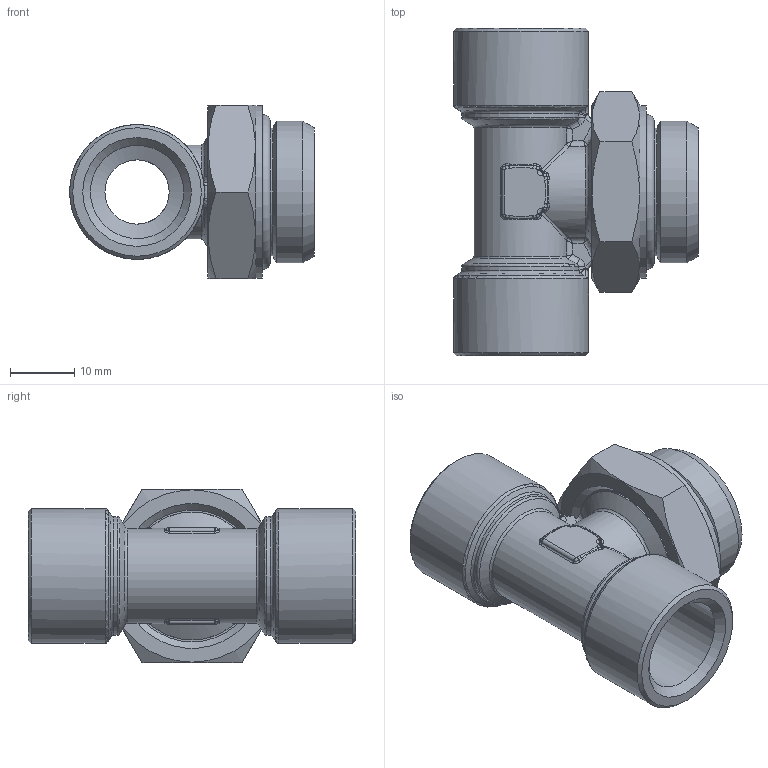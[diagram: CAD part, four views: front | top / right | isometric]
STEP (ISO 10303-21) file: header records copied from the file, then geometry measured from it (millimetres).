
FILE_DESCRIPTION(( 'RAF.24.M16X1.5.M22X1.5.stp' ), '1');
FILE_NAME( 'RAF.24.M16X1.5.M22X1.5.stp', '2021-02-19T15:58:24',( 'Sopra'),('sopra-pneumatic.com'), 'SwSTEP 2.0','SolidWorks 2009','' );
FILE_SCHEMA( ( 'CONFIG_CONTROL_DESIGN' ) );
Length unit declared in the file: millimetre
Products named in the file (1): Rivoluzione1
Bounding box: 38.1 x 51 x 27 mm (x, y, z)
Volume: 13216 mm3; surface area: 8815.7 mm2
Topology: 1 solids, 1 shells, 285 faces, 707 edges, 398 vertices
Faces by surface type: bspline 134, cylinder 62, plane 33, torus 23, cone 19, sphere 14
Full cylindrical faces by diameter (mm): 10 x2, 14.5 x2, 15 x1, 19.9 x2, 21 x2, 22 x1, 26.8 x1
Entity records: 11784 total; most frequent: CARTESIAN_POINT 6337, ORIENTED_EDGE 1296, DIRECTION 870, EDGE_CURVE 648, AXIS2_PLACEMENT_3D 392, VERTEX_POINT 391, EDGE_LOOP 318, B_SPLINE_CURVE_WITH_KNOTS 316
